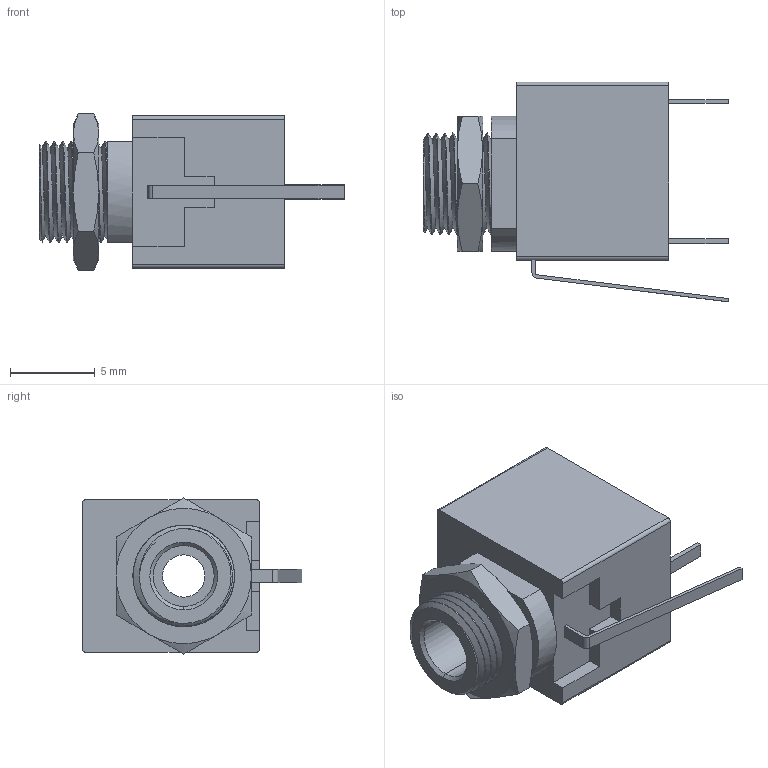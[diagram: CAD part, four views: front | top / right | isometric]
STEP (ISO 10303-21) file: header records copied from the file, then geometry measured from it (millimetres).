
FILE_DESCRIPTION((''),'2;1');
FILE_NAME('XB-ER-S-934M','2023-03-07T12:04:58',('gdxia'),(''),'CREO PARAMETRIC BY PTC INC, 2020033','CREO PARAMETRIC BY PTC INC, 2020033','');
FILE_SCHEMA(('CONFIG_CONTROL_DESIGN'));
Length unit declared in the file: millimetre
Products named in the file (1): XB-ER-S-934M
Bounding box: 18.02 x 12.98 x 9.24 mm (x, y, z)
Volume: 905.6 mm3; surface area: 1017.4 mm2
Topology: 1 solids, 1 shells, 346 faces, 929 edges, 613 vertices
Faces by surface type: plane 253, cylinder 74, cone 17, bspline 2
Entity records: 14311 total; most frequent: CARTESIAN_POINT 5586, ORIENTED_EDGE 1858, DIRECTION 1694, EDGE_CURVE 929, VECTOR 722, LINE 722, VERTEX_POINT 613, AXIS2_PLACEMENT_3D 486
